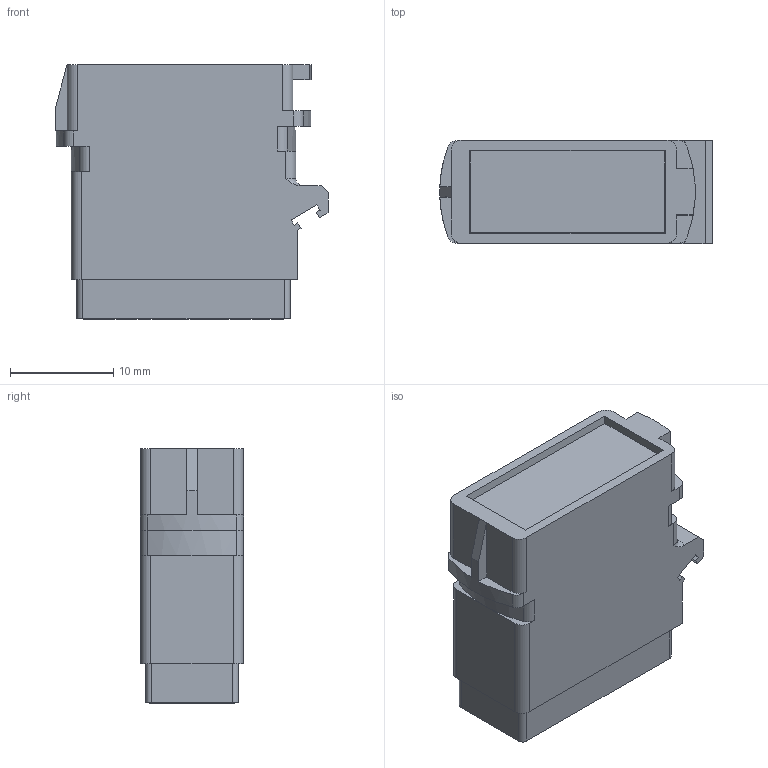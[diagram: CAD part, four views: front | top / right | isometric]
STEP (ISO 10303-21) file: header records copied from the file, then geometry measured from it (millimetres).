
FILE_DESCRIPTION((''),'2;1');
FILE_NAME('00122520602','2020-03-12T',('presta_be4'),(''),'CREO PARAMETRIC BY PTC INC, 2018360','CREO PARAMETRIC BY PTC INC, 2018360','');
FILE_SCHEMA(('CONFIG_CONTROL_DESIGN'));
Length unit declared in the file: millimetre
Products named in the file (1): 00122520602
Bounding box: 26.45 x 10 x 24.75 mm (x, y, z)
Volume: 4268.6 mm3; surface area: 4300.2 mm2
Topology: 1 solids, 1 shells, 1519 faces, 3742 edges, 2286 vertices
Faces by surface type: plane 574, cylinder 403, torus 302, cone 220, bspline 20
Entity records: 46990 total; most frequent: CARTESIAN_POINT 11438, ORIENTED_EDGE 7484, DIRECTION 7448, EDGE_CURVE 3742, AXIS2_PLACEMENT_3D 2850, VERTEX_POINT 2286, VECTOR 1748, LINE 1748
